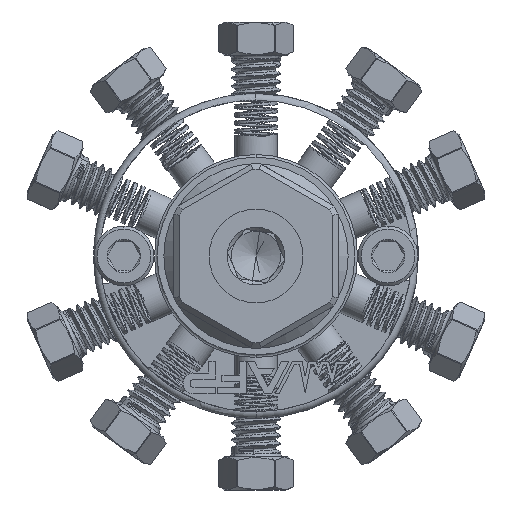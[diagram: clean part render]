
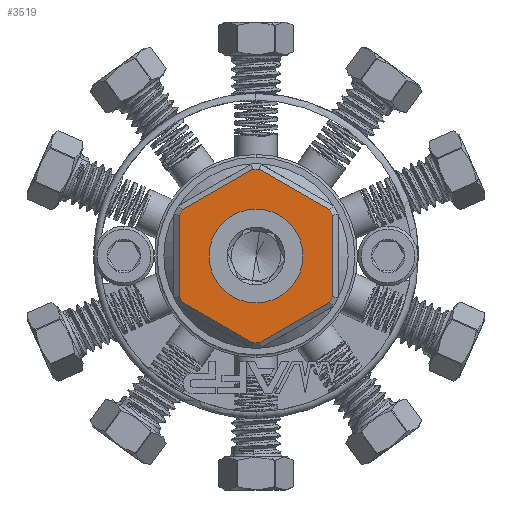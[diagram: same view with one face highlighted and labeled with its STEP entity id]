
A CAD part, left-side view. The second image highlights one B-rep face of the part: STEP entity #3519.
In plain terms, the highlighted face is planar.
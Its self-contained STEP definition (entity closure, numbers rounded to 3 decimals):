
#235 = CARTESIAN_POINT ( 'NONE',  ( 0., 0., 0. ) ) ;
#663 = DIRECTION ( 'NONE',  ( 0., 1., 0. ) ) ;
#925 = DIRECTION ( 'NONE',  ( 0.866, 0., -0.5 ) ) ;
#1010 = EDGE_CURVE ( 'NONE', #32097, #52691, #89092, .T. ) ;
#1948 = CARTESIAN_POINT ( 'NONE',  ( 0., 0., -4.509 ) ) ;
#3493 = CARTESIAN_POINT ( 'NONE',  ( 0., 0., 0. ) ) ;
#3519 = ADVANCED_FACE ( 'Defeatured_0_13', ( #21627, #29966 ), #72649, .F. ) ;
#4402 = DIRECTION ( 'NONE',  ( 0., 1., 0. ) ) ;
#4468 = VECTOR ( 'NONE', #52902, 1000. ) ;
#7071 = DIRECTION ( 'NONE',  ( 0., 0., -1. ) ) ;
#8040 = DIRECTION ( 'NONE',  ( -0.866, 0., 0.5 ) ) ;
#8490 = CARTESIAN_POINT ( 'NONE',  ( -7.179, 0., -4.39 ) ) ;
#8640 = EDGE_CURVE ( 'NONE', #74644, #17330, #9339, .T. ) ;
#8713 = VERTEX_POINT ( 'NONE', #25179 ) ;
#8929 = VERTEX_POINT ( 'NONE', #68091 ) ;
#9339 = CIRCLE ( 'NONE', #21219, 8.357 ) ;
#9516 = AXIS2_PLACEMENT_3D ( 'NONE', #42928, #663, #36448 ) ;
#10062 = DIRECTION ( 'NONE',  ( 0., 1., 0. ) ) ;
#10488 = AXIS2_PLACEMENT_3D ( 'NONE', #23019, #22083, #78728 ) ;
#12653 = ORIENTED_EDGE ( 'NONE', *, *, #23177, .F. ) ;
#12907 = CARTESIAN_POINT ( 'NONE',  ( 7.391, 0., -4.023 ) ) ;
#12990 = VERTEX_POINT ( 'NONE', #37739 ) ;
#13590 = CIRCLE ( 'NONE', #18049, 4.509 ) ;
#14146 = ORIENTED_EDGE ( 'NONE', *, *, #61964, .F. ) ;
#14961 = DIRECTION ( 'NONE',  ( 0., 1., 0. ) ) ;
#15419 = CIRCLE ( 'NONE', #9516, 8.357 ) ;
#16712 = VECTOR ( 'NONE', #8040, 1000. ) ;
#17035 = DIRECTION ( 'NONE',  ( 0., 0., -1. ) ) ;
#17330 = VERTEX_POINT ( 'NONE', #79008 ) ;
#18049 = AXIS2_PLACEMENT_3D ( 'NONE', #3493, #4402, #88456 ) ;
#18615 = EDGE_CURVE ( 'NONE', #49515, #72299, #15419, .T. ) ;
#20103 = AXIS2_PLACEMENT_3D ( 'NONE', #22042, #71707, #49896 ) ;
#21033 = DIRECTION ( 'NONE',  ( 0., 1., 0. ) ) ;
#21219 = AXIS2_PLACEMENT_3D ( 'NONE', #84625, #21033, #7071 ) ;
#21312 = ORIENTED_EDGE ( 'NONE', *, *, #8640, .T. ) ;
#21627 = FACE_BOUND ( 'NONE', #57580, .T. ) ;
#21759 = CARTESIAN_POINT ( 'NONE',  ( 0.319, 0., -8.35 ) ) ;
#21914 = VERTEX_POINT ( 'NONE', #71294 ) ;
#22042 = CARTESIAN_POINT ( 'NONE',  ( 0., 0., 0. ) ) ;
#22083 = DIRECTION ( 'NONE',  ( 0., 1., 0. ) ) ;
#23019 = CARTESIAN_POINT ( 'NONE',  ( 0., 0., 0. ) ) ;
#23177 = EDGE_CURVE ( 'NONE', #8713, #90586, #13590, .T. ) ;
#24914 = CARTESIAN_POINT ( 'NONE',  ( 7.391, 0., -3.899 ) ) ;
#25179 = CARTESIAN_POINT ( 'NONE',  ( 0., 0., 4.509 ) ) ;
#25925 = ORIENTED_EDGE ( 'NONE', *, *, #76723, .T. ) ;
#26184 = EDGE_CURVE ( 'NONE', #52691, #12990, #55749, .T. ) ;
#27343 = AXIS2_PLACEMENT_3D ( 'NONE', #30531, #10062, #17035 ) ;
#28994 = CIRCLE ( 'NONE', #27343, 8.357 ) ;
#29896 = EDGE_LOOP ( 'NONE', ( #76699, #76368, #43116, #21312, #61792, #25925, #59665, #64792, #60287, #30750, #45655, #34123, #88209 ) ) ;
#29966 = FACE_OUTER_BOUND ( 'NONE', #29896, .T. ) ;
#30531 = CARTESIAN_POINT ( 'NONE',  ( 0., 0., 0. ) ) ;
#30750 = ORIENTED_EDGE ( 'NONE', *, *, #18615, .T. ) ;
#30935 = CARTESIAN_POINT ( 'NONE',  ( 0., 0., 0. ) ) ;
#32097 = VERTEX_POINT ( 'NONE', #49493 ) ;
#32690 = CARTESIAN_POINT ( 'NONE',  ( -7.391, 0., 4.023 ) ) ;
#34123 = ORIENTED_EDGE ( 'NONE', *, *, #38087, .T. ) ;
#35649 = EDGE_CURVE ( 'NONE', #56909, #74644, #75743, .T. ) ;
#36284 = EDGE_CURVE ( 'NONE', #12990, #49515, #46865, .T. ) ;
#36448 = DIRECTION ( 'NONE',  ( 0., 0., -1. ) ) ;
#36715 = CARTESIAN_POINT ( 'NONE',  ( 7.179, 0., 4.39 ) ) ;
#37739 = CARTESIAN_POINT ( 'NONE',  ( 7.072, 0., -4.452 ) ) ;
#38087 = EDGE_CURVE ( 'NONE', #64295, #85725, #71635, .T. ) ;
#39295 = DIRECTION ( 'NONE',  ( 0., 0., -1. ) ) ;
#40033 = EDGE_CURVE ( 'NONE', #8929, #21914, #89778, .T. ) ;
#40894 = CARTESIAN_POINT ( 'NONE',  ( 7.072, 0., 4.452 ) ) ;
#42928 = CARTESIAN_POINT ( 'NONE',  ( 0., 0., 0. ) ) ;
#42971 = DIRECTION ( 'NONE',  ( 0., 0., -1. ) ) ;
#43116 = ORIENTED_EDGE ( 'NONE', *, *, #35649, .T. ) ;
#43201 = LINE ( 'NONE', #36715, #59208 ) ;
#45655 = ORIENTED_EDGE ( 'NONE', *, *, #53941, .T. ) ;
#46390 = DIRECTION ( 'NONE',  ( 0., 0., -1. ) ) ;
#46865 = LINE ( 'NONE', #81218, #4468 ) ;
#47933 = EDGE_CURVE ( 'NONE', #17330, #56812, #43201, .T. ) ;
#49493 = CARTESIAN_POINT ( 'NONE',  ( 7.391, 0., 3.899 ) ) ;
#49515 = VERTEX_POINT ( 'NONE', #21759 ) ;
#49896 = DIRECTION ( 'NONE',  ( 0., 0., -1. ) ) ;
#50703 = CARTESIAN_POINT ( 'NONE',  ( 0., 0., 0. ) ) ;
#52691 = VERTEX_POINT ( 'NONE', #24914 ) ;
#52902 = DIRECTION ( 'NONE',  ( -0.866, 0., -0.5 ) ) ;
#53941 = EDGE_CURVE ( 'NONE', #72299, #64295, #68211, .T. ) ;
#55749 = CIRCLE ( 'NONE', #67626, 8.357 ) ;
#56812 = VERTEX_POINT ( 'NONE', #40894 ) ;
#56909 = VERTEX_POINT ( 'NONE', #75722 ) ;
#57580 = EDGE_LOOP ( 'NONE', ( #14146, #12653 ) ) ;
#58270 = DIRECTION ( 'NONE',  ( 0., -1., 0. ) ) ;
#59208 = VECTOR ( 'NONE', #925, 1000. ) ;
#59665 = ORIENTED_EDGE ( 'NONE', *, *, #1010, .T. ) ;
#60287 = ORIENTED_EDGE ( 'NONE', *, *, #36284, .T. ) ;
#61792 = ORIENTED_EDGE ( 'NONE', *, *, #47933, .T. ) ;
#61882 = DIRECTION ( 'NONE',  ( 0., 0., 1. ) ) ;
#61964 = EDGE_CURVE ( 'NONE', #90586, #8713, #86356, .T. ) ;
#64295 = VERTEX_POINT ( 'NONE', #71270 ) ;
#64375 = CARTESIAN_POINT ( 'NONE',  ( 0., 0., -8.357 ) ) ;
#64792 = ORIENTED_EDGE ( 'NONE', *, *, #26184, .T. ) ;
#65118 = AXIS2_PLACEMENT_3D ( 'NONE', #235, #58270, #42971 ) ;
#67058 = AXIS2_PLACEMENT_3D ( 'NONE', #81723, #80347, #87297 ) ;
#67626 = AXIS2_PLACEMENT_3D ( 'NONE', #30935, #75017, #39295 ) ;
#68091 = CARTESIAN_POINT ( 'NONE',  ( -7.391, 0., -3.899 ) ) ;
#68211 = CIRCLE ( 'NONE', #91928, 8.357 ) ;
#70229 = DIRECTION ( 'NONE',  ( 0., 0., -1. ) ) ;
#71270 = CARTESIAN_POINT ( 'NONE',  ( -0.319, 0., -8.35 ) ) ;
#71294 = CARTESIAN_POINT ( 'NONE',  ( -7.391, 0., 3.899 ) ) ;
#71635 = LINE ( 'NONE', #8490, #16712 ) ;
#71707 = DIRECTION ( 'NONE',  ( 0., 1., 0. ) ) ;
#72299 = VERTEX_POINT ( 'NONE', #64375 ) ;
#72649 = PLANE ( 'NONE',  #65118 ) ;
#72740 = VECTOR ( 'NONE', #46390, 1000. ) ;
#72778 = CIRCLE ( 'NONE', #10488, 8.357 ) ;
#74644 = VERTEX_POINT ( 'NONE', #74947 ) ;
#74840 = DIRECTION ( 'NONE',  ( 0.866, 0., 0.5 ) ) ;
#74947 = CARTESIAN_POINT ( 'NONE',  ( -0.319, 0., 8.35 ) ) ;
#75017 = DIRECTION ( 'NONE',  ( 0., 1., 0. ) ) ;
#75722 = CARTESIAN_POINT ( 'NONE',  ( -7.072, 0., 4.452 ) ) ;
#75743 = LINE ( 'NONE', #83150, #84908 ) ;
#76368 = ORIENTED_EDGE ( 'NONE', *, *, #89111, .T. ) ;
#76699 = ORIENTED_EDGE ( 'NONE', *, *, #40033, .T. ) ;
#76723 = EDGE_CURVE ( 'NONE', #56812, #32097, #72778, .T. ) ;
#77452 = CARTESIAN_POINT ( 'NONE',  ( -7.072, 0., -4.452 ) ) ;
#78728 = DIRECTION ( 'NONE',  ( 0., 0., -1. ) ) ;
#79008 = CARTESIAN_POINT ( 'NONE',  ( 0.319, 0., 8.35 ) ) ;
#80347 = DIRECTION ( 'NONE',  ( 0., 1., 0. ) ) ;
#81218 = CARTESIAN_POINT ( 'NONE',  ( 0.212, 0., -8.412 ) ) ;
#81723 = CARTESIAN_POINT ( 'NONE',  ( 0., 0., 0. ) ) ;
#83150 = CARTESIAN_POINT ( 'NONE',  ( -0.212, 0., 8.412 ) ) ;
#84625 = CARTESIAN_POINT ( 'NONE',  ( 0., 0., 0. ) ) ;
#84908 = VECTOR ( 'NONE', #74840, 1000. ) ;
#85317 = CIRCLE ( 'NONE', #20103, 8.357 ) ;
#85725 = VERTEX_POINT ( 'NONE', #77452 ) ;
#86356 = CIRCLE ( 'NONE', #67058, 4.509 ) ;
#87297 = DIRECTION ( 'NONE',  ( 0., 0., -1. ) ) ;
#87969 = VECTOR ( 'NONE', #61882, 1000. ) ;
#88209 = ORIENTED_EDGE ( 'NONE', *, *, #90461, .T. ) ;
#88456 = DIRECTION ( 'NONE',  ( 0., 0., -1. ) ) ;
#89092 = LINE ( 'NONE', #12907, #72740 ) ;
#89111 = EDGE_CURVE ( 'NONE', #21914, #56909, #85317, .T. ) ;
#89778 = LINE ( 'NONE', #32690, #87969 ) ;
#90461 = EDGE_CURVE ( 'NONE', #85725, #8929, #28994, .T. ) ;
#90586 = VERTEX_POINT ( 'NONE', #1948 ) ;
#91928 = AXIS2_PLACEMENT_3D ( 'NONE', #50703, #14961, #70229 ) ;
